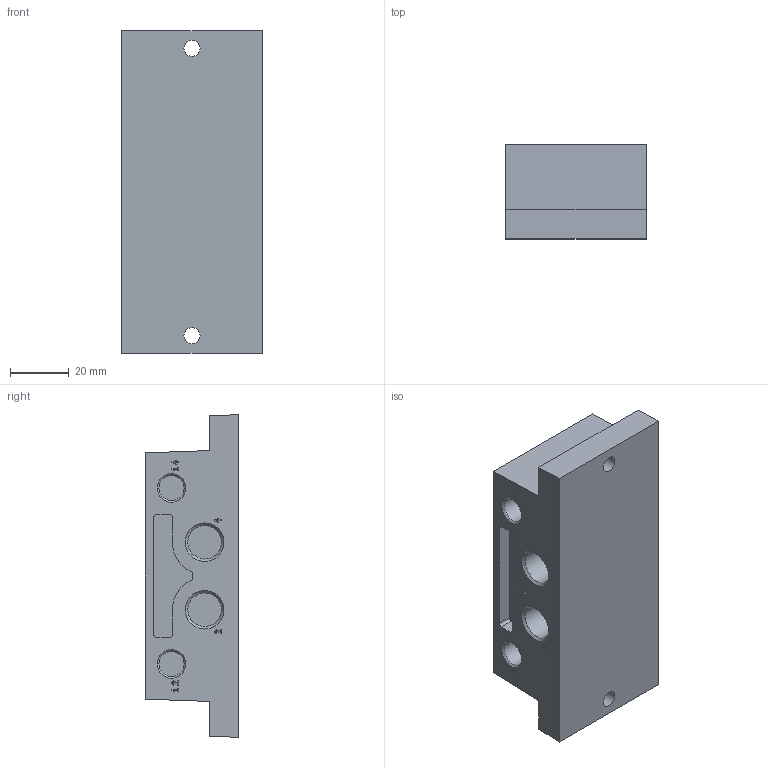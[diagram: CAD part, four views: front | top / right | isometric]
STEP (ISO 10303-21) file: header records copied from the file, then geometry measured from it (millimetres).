
FILE_DESCRIPTION(/* description */ ('STEP AP214'),/* implementation_level */ '2;1');
FILE_NAME(/* name */ '9484_NAS-1_4-1A-ISO',/* time_stamp */ '2024-09-11T21:23:33+02:00',/* author */ ('License CC BY-ND 4.0'),/* organization */ ('CADENAS'),/* preprocessor_version */ 'ST-DEVELOPER v19.3',/* originating_system */ 'PARTsolutions',/* authorisation */ ' ');
FILE_SCHEMA (('AUTOMOTIVE_DESIGN {1 0 10303 214 3 1 1}'));
Length unit declared in the file: millimetre
Products named in the file (1): 9484 NAS-1/4-1A-ISO
Bounding box: 48 x 32 x 110 mm (x, y, z)
Volume: 124961.3 mm3; surface area: 26135.8 mm2
Topology: 1 solids, 1 shells, 219 faces, 547 edges, 361 vertices
Faces by surface type: plane 156, cylinder 52, cone 11
Full cylindrical faces by diameter (mm): 4.134 x4, 5.5 x2, 8.566 x2, 11.445 x5
Entity records: 6406 total; most frequent: CARTESIAN_POINT 1104, DIRECTION 1078, ORIENTED_EDGE 1046, EDGE_CURVE 523, LINE 408, VECTOR 408, VERTEX_POINT 361, AXIS2_PLACEMENT_3D 335
